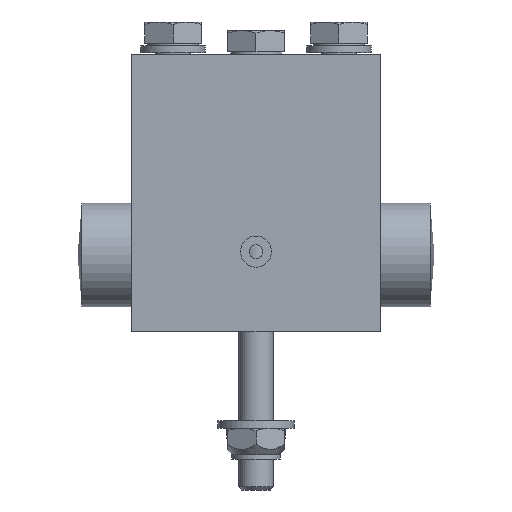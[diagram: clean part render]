
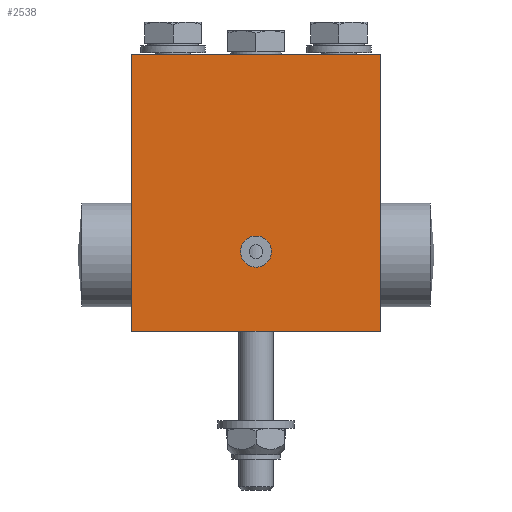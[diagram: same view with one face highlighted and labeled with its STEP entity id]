
A CAD part, front view. The second image highlights one B-rep face of the part: STEP entity #2538.
In plain terms, the highlighted planar face has unit normal (0, -1, 0).
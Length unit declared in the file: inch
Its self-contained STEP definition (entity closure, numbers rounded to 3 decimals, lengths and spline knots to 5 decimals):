
#860=CARTESIAN_POINT('',(1.26563,0.,-1.78125));
#861=VERTEX_POINT('',#860);
#862=CARTESIAN_POINT('',(1.125,0.,-1.78125));
#863=DIRECTION('',(0.0,1.0,0.0));
#864=DIRECTION('',(1.0,0.0,0.0));
#865=AXIS2_PLACEMENT_3D('',#862,#863,#864);
#866=CIRCLE('',#865,0.14063);
#867=EDGE_CURVE('',#861,#861,#866,.T.);
#2394=CARTESIAN_POINT('',(0.0,0.,-2.5));
#2395=VERTEX_POINT('',#2394);
#2402=CARTESIAN_POINT('',(0.0,0.0,0.0));
#2403=VERTEX_POINT('',#2402);
#2404=CARTESIAN_POINT('',(0.0,0.,-2.5));
#2405=DIRECTION('',(0.0,0.0,1.0));
#2406=VECTOR('',#2405,2.5);
#2407=LINE('',#2404,#2406);
#2408=EDGE_CURVE('',#2395,#2403,#2407,.T.);
#2494=CARTESIAN_POINT('',(2.25,0.,-2.5));
#2495=VERTEX_POINT('',#2494);
#2502=CARTESIAN_POINT('',(0.0,0.,-2.5));
#2503=DIRECTION('',(1.0,0.0,0.0));
#2504=VECTOR('',#2503,2.25);
#2505=LINE('',#2502,#2504);
#2506=EDGE_CURVE('',#2395,#2495,#2505,.T.);
#2512=CARTESIAN_POINT('',(0.0,0.,-2.5));
#2513=DIRECTION('',(0.0,-1.0,0.0));
#2514=DIRECTION('',(0.0,0.0,-1.0));
#2515=AXIS2_PLACEMENT_3D('',#2512,#2513,#2514);
#2516=PLANE('',#2515);
#2517=CARTESIAN_POINT('',(2.25,0.0,0.0));
#2518=VERTEX_POINT('',#2517);
#2519=CARTESIAN_POINT('',(2.25,0.,-2.5));
#2520=DIRECTION('',(0.0,0.0,1.0));
#2521=VECTOR('',#2520,2.5);
#2522=LINE('',#2519,#2521);
#2523=EDGE_CURVE('',#2495,#2518,#2522,.T.);
#2524=ORIENTED_EDGE('',*,*,#2523,.T.);
#2525=CARTESIAN_POINT('',(0.0,0.0,0.0));
#2526=DIRECTION('',(1.0,0.0,0.0));
#2527=VECTOR('',#2526,2.25);
#2528=LINE('',#2525,#2527);
#2529=EDGE_CURVE('',#2403,#2518,#2528,.T.);
#2530=ORIENTED_EDGE('',*,*,#2529,.F.);
#2531=ORIENTED_EDGE('',*,*,#2408,.F.);
#2532=ORIENTED_EDGE('',*,*,#2506,.T.);
#2533=EDGE_LOOP('',(#2524,#2530,#2531,#2532));
#2534=FACE_OUTER_BOUND('',#2533,.T.);
#2535=ORIENTED_EDGE('',*,*,#867,.T.);
#2536=EDGE_LOOP('',(#2535));
#2537=FACE_BOUND('',#2536,.T.);
#2538=ADVANCED_FACE('',(#2534,#2537),#2516,.T.);
